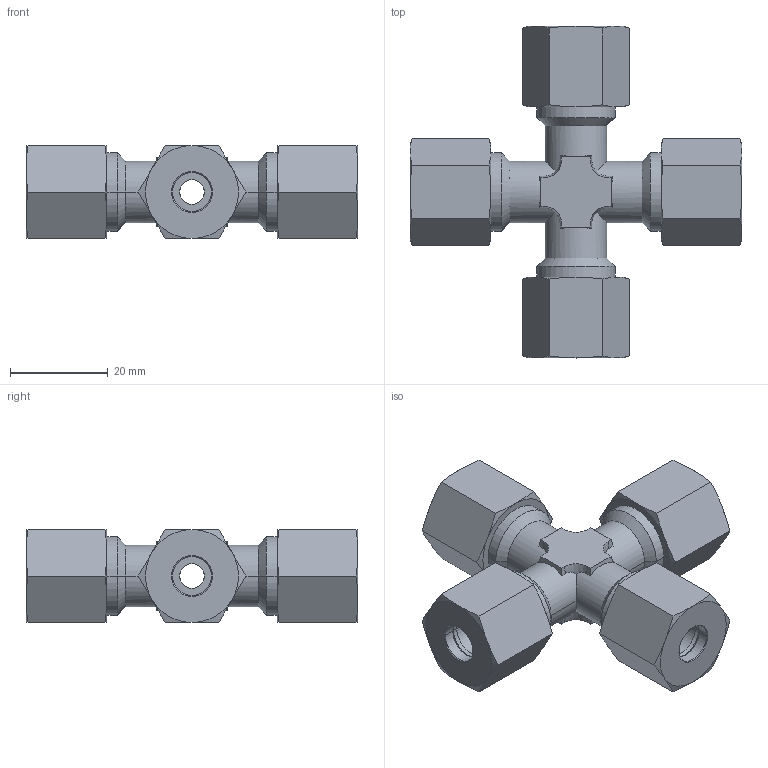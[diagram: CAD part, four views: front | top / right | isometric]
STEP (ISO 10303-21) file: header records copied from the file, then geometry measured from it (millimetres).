
FILE_DESCRIPTION((''),'2;1');
FILE_NAME('ILCM43000009','2009-07-27T',('mes'),(''),'PRO/ENGINEER BY PARAMETRIC TECHNOLOGY CORPORATION, 2007460','PRO/ENGINEER BY PARAMETRIC TECHNOLOGY CORPORATION, 2007460','');
FILE_SCHEMA(('AUTOMOTIVE_DESIGN_CC2 { 1 2 10303 214 -1 1 5 2 }'));
Length unit declared in the file: inch
Products named in the file (1): ILCM43000009
Bounding box: 67.8 x 67.8 x 19 mm (x, y, z)
Volume: 22815.2 mm3; surface area: 13588.2 mm2
Topology: 1 solids, 5 shells, 278 faces, 628 edges, 374 vertices
Faces by surface type: cone 128, plane 78, cylinder 72
Entity records: 10696 total; most frequent: CARTESIAN_POINT 2498, DIRECTION 1292, ORIENTED_EDGE 1256, EDGE_CURVE 628, AXIS2_PLACEMENT_3D 526, VERTEX_POINT 374, EDGE_LOOP 306, FACE_OUTER_BOUND 278
